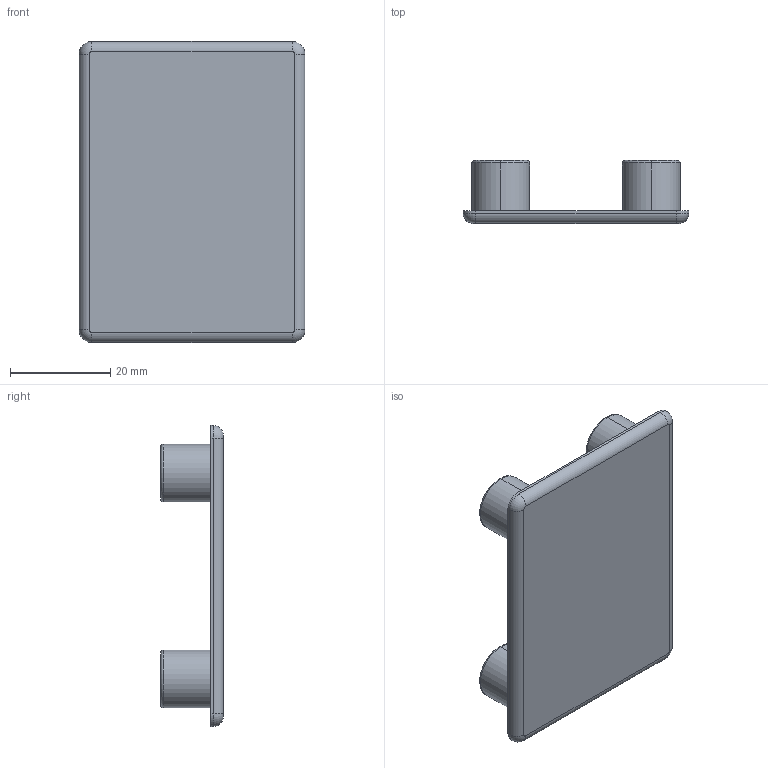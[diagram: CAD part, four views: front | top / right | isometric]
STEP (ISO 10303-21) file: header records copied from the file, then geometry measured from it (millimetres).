
FILE_DESCRIPTION (( 'STEP AP203' ), '1' );
FILE_NAME ('084.201.018.STEP', '2013-01-23T07:18:57', ( 'Alusic' ), ( 'Alusic' ), 'SwSTEP 2.0', 'SolidWorks 2011', '' );
FILE_SCHEMA (( 'CONFIG_CONTROL_DESIGN' ));
Length unit declared in the file: millimetre
Products named in the file (1): 084.201.018
Bounding box: 45 x 12.5 x 60 mm (x, y, z)
Volume: 7874.3 mm3; surface area: 8332.7 mm2
Topology: 1 solids, 1 shells, 50 faces, 104 edges, 64 vertices
Faces by surface type: cylinder 24, plane 14, torus 12
Entity records: 1425 total; most frequent: DIRECTION 274, CARTESIAN_POINT 219, ORIENTED_EDGE 208, AXIS2_PLACEMENT_3D 119, EDGE_CURVE 104, CIRCLE 68, VERTEX_POINT 64, EDGE_LOOP 58
